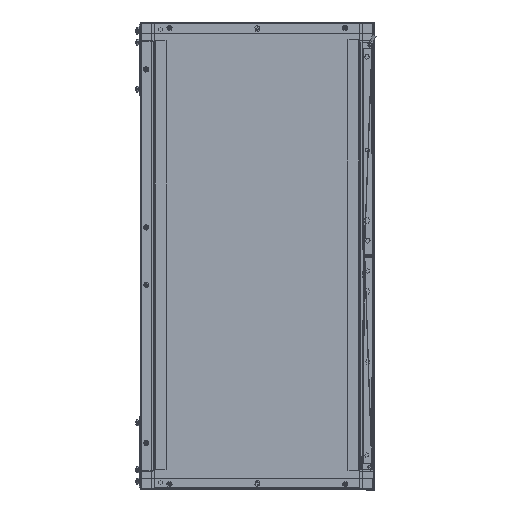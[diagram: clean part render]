
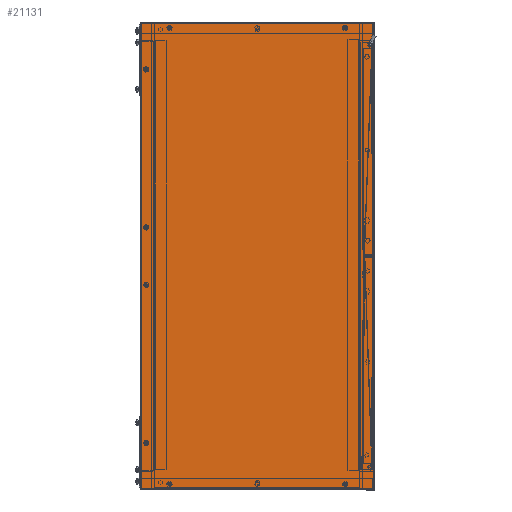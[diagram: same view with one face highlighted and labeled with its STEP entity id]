
A CAD part, front view. The second image highlights one B-rep face of the part: STEP entity #21131.
In plain terms, the highlighted face is planar.
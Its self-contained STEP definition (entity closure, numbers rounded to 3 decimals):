
#869 = CARTESIAN_POINT ( 'NONE',  ( 1.8, 0., -1.8 ) ) ;
#1238 = ORIENTED_EDGE ( 'NONE', *, *, #27871, .T. ) ;
#3335 = VERTEX_POINT ( 'NONE', #39384 ) ;
#4390 = EDGE_CURVE ( 'NONE', #19456, #3335, #18794, .T. ) ;
#4494 = EDGE_CURVE ( 'NONE', #12543, #15161, #41859, .T. ) ;
#6302 = ORIENTED_EDGE ( 'NONE', *, *, #13154, .T. ) ;
#8338 = CARTESIAN_POINT ( 'NONE',  ( 1.8, 0., -798.2 ) ) ;
#9224 = DIRECTION ( 'NONE',  ( -1., 0., 0. ) ) ;
#11635 = DIRECTION ( 'NONE',  ( 1., 0., 0. ) ) ;
#12543 = VERTEX_POINT ( 'NONE', #28814 ) ;
#13154 = EDGE_CURVE ( 'NONE', #3335, #12543, #36137, .T. ) ;
#14081 = VECTOR ( 'NONE', #11635, 1000. ) ;
#14366 = DIRECTION ( 'NONE',  ( 0., 0., 1. ) ) ;
#15161 = VERTEX_POINT ( 'NONE', #8338 ) ;
#15195 = DIRECTION ( 'NONE',  ( 0., 0., -1. ) ) ;
#17000 = LINE ( 'NONE', #20795, #27638 ) ;
#17144 = VECTOR ( 'NONE', #9224, 1000. ) ;
#18794 = LINE ( 'NONE', #30214, #14081 ) ;
#19456 = VERTEX_POINT ( 'NONE', #869 ) ;
#20795 = CARTESIAN_POINT ( 'NONE',  ( 1.8, 0., -798.793 ) ) ;
#21131 = ADVANCED_FACE ( 'NONE', ( #36700 ), #40499, .F. ) ;
#23644 = EDGE_LOOP ( 'NONE', ( #38862, #6302, #25567, #1238 ) ) ;
#25493 = DIRECTION ( 'NONE',  ( 0., -1., 0. ) ) ;
#25567 = ORIENTED_EDGE ( 'NONE', *, *, #4494, .T. ) ;
#27638 = VECTOR ( 'NONE', #14366, 1000. ) ;
#27871 = EDGE_CURVE ( 'NONE', #15161, #19456, #17000, .T. ) ;
#28814 = CARTESIAN_POINT ( 'NONE',  ( 398.2, 0., -798.2 ) ) ;
#29069 = DIRECTION ( 'NONE',  ( 0., 0., -1. ) ) ;
#30214 = CARTESIAN_POINT ( 'NONE',  ( 1.207, 0., -1.8 ) ) ;
#31368 = CARTESIAN_POINT ( 'NONE',  ( 398.793, 0., -798.2 ) ) ;
#32814 = CARTESIAN_POINT ( 'NONE',  ( 398.2, 0., -1.207 ) ) ;
#36137 = LINE ( 'NONE', #32814, #45801 ) ;
#36700 = FACE_OUTER_BOUND ( 'NONE', #23644, .T. ) ;
#38862 = ORIENTED_EDGE ( 'NONE', *, *, #4390, .T. ) ;
#39384 = CARTESIAN_POINT ( 'NONE',  ( 398.2, 0., -1.8 ) ) ;
#40499 = PLANE ( 'NONE',  #45383 ) ;
#41859 = LINE ( 'NONE', #31368, #17144 ) ;
#44066 = CARTESIAN_POINT ( 'NONE',  ( 0., 0., -800. ) ) ;
#45383 = AXIS2_PLACEMENT_3D ( 'NONE', #44066, #25493, #29069 ) ;
#45801 = VECTOR ( 'NONE', #15195, 1000. ) ;
